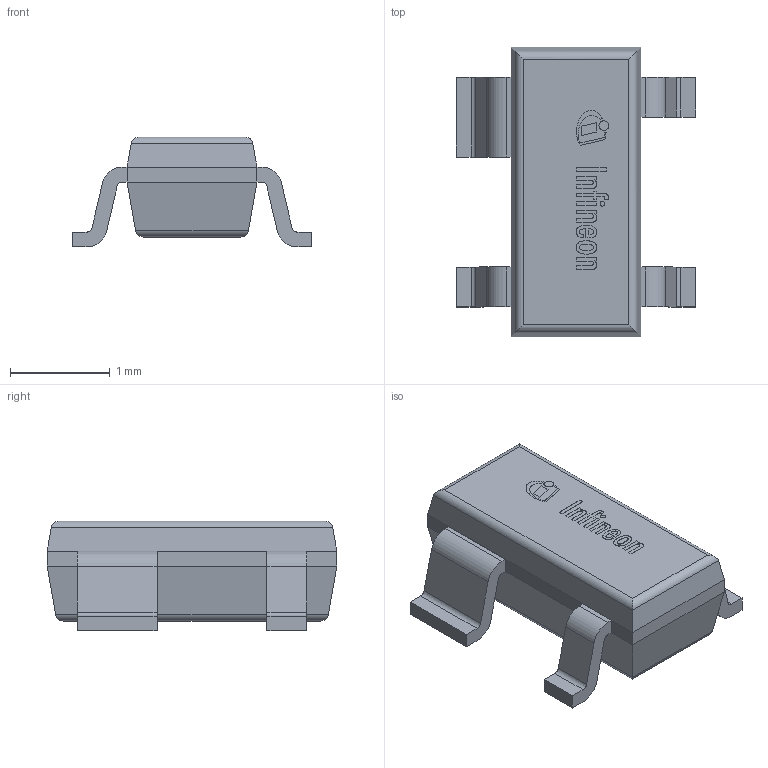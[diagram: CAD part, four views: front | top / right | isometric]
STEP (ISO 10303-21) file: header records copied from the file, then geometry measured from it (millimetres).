
FILE_DESCRIPTION(/* description */ (''),/* implementation_level */ '2;1');
FILE_NAME(/* name */ 'PG-SOT143-4-1_Z8B00167994_V02_3D.stp',/* time_stamp */ '2025-10-13T16:56:13+05:30',/* author */ ('sivamani'),/* organization */ (''),/* preprocessor_version */ 'ST-DEVELOPER v19.2',/* originating_system */ 'AutoCAD Mechanical',/* authorisation */ '');
FILE_SCHEMA (('AUTOMOTIVE_DESIGN { 1 0 10303 214 3 1 1 }'));
Length unit declared in the file: millimetre
Products named in the file (1): Product
Bounding box: 2.4 x 2.9 x 1.1 mm (x, y, z)
Volume: 3.8 mm3; surface area: 35.4 mm2
Topology: 19 solids, 19 shells, 285 faces, 737 edges, 490 vertices
Faces by surface type: plane 145, cylinder 140
Full cylindrical faces by diameter (mm): 0.047 x1, 0.097 x1
Entity records: 8801 total; most frequent: DIRECTION 1581, CARTESIAN_POINT 1513, ORIENTED_EDGE 1474, EDGE_CURVE 737, AXIS2_PLACEMENT_3D 558, VERTEX_POINT 490, LINE 465, VECTOR 465
